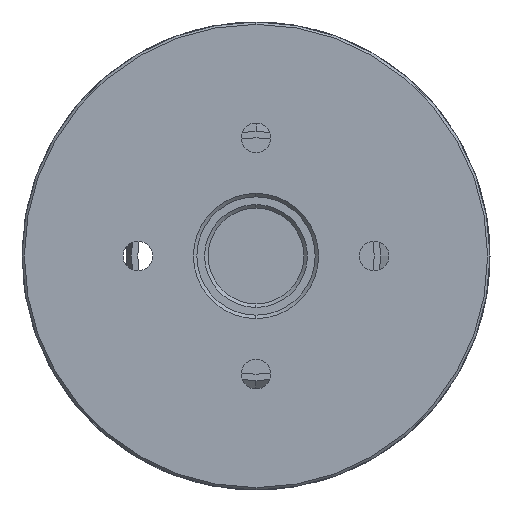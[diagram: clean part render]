
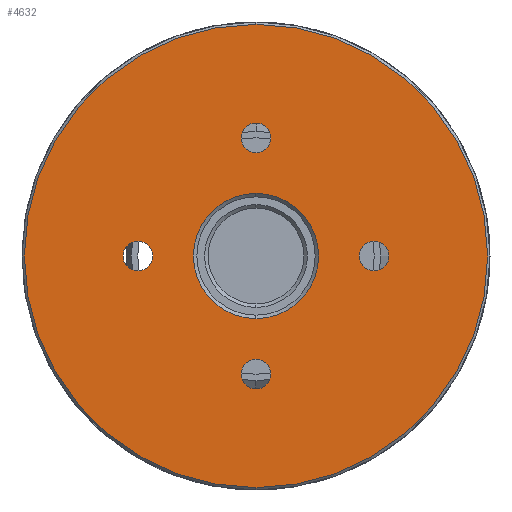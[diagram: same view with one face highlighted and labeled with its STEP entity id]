
A CAD part, left-side view. The second image highlights one B-rep face of the part: STEP entity #4632.
In plain terms, the highlighted planar face has unit normal (-1, 0, 0).
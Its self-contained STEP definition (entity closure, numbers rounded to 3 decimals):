
#769 = AXIS2_PLACEMENT_3D ( 'NONE', #5024, #5015, #5029 ) ;
#1085 = AXIS2_PLACEMENT_3D ( 'NONE', #12897, #12887, #12889 ) ;
#1094 = AXIS2_PLACEMENT_3D ( 'NONE', #12228, #12229, #12230 ) ;
#1096 = AXIS2_PLACEMENT_3D ( 'NONE', #12254, #12318, #12294 ) ;
#1098 = AXIS2_PLACEMENT_3D ( 'NONE', #12356, #12350, #12357 ) ;
#1122 = AXIS2_PLACEMENT_3D ( 'NONE', #12367, #12378, #12375 ) ;
#1123 = AXIS2_PLACEMENT_3D ( 'NONE', #12276, #12280, #12281 ) ;
#1134 = AXIS2_PLACEMENT_3D ( 'NONE', #12921, #12913, #12914 ) ;
#1139 = AXIS2_PLACEMENT_3D ( 'NONE', #12408, #12409, #12411 ) ;
#1150 = AXIS2_PLACEMENT_3D ( 'NONE', #12202, #12221, #12222 ) ;
#1153 = AXIS2_PLACEMENT_3D ( 'NONE', #12248, #12237, #12246 ) ;
#1175 = AXIS2_PLACEMENT_3D ( 'NONE', #12442, #12444, #12449 ) ;
#1204 = AXIS2_PLACEMENT_3D ( 'NONE', #12413, #12423, #12425 ) ;
#1503 = CARTESIAN_POINT ( 'NONE',  ( 0., 0., 19.6 ) ) ;
#1515 = CARTESIAN_POINT ( 'NONE',  ( 0., 0., -5.3 ) ) ;
#1539 = CARTESIAN_POINT ( 'NONE',  ( 0., 0., 11.25 ) ) ;
#1543 = CARTESIAN_POINT ( 'NONE',  ( 0., 0., -8.75 ) ) ;
#1548 = CARTESIAN_POINT ( 'NONE',  ( 0., 0., -11.25 ) ) ;
#1549 = CARTESIAN_POINT ( 'NONE',  ( 0., -10., -1.25 ) ) ;
#1555 = CARTESIAN_POINT ( 'NONE',  ( 0., 0., -19.6 ) ) ;
#1561 = CARTESIAN_POINT ( 'NONE',  ( 0., 0., 8.75 ) ) ;
#1586 = CARTESIAN_POINT ( 'NONE',  ( 0., 0., 5.3 ) ) ;
#1612 = CARTESIAN_POINT ( 'NONE',  ( 0., -10., 1.25 ) ) ;
#1622 = CARTESIAN_POINT ( 'NONE',  ( 0., 10., -1.25 ) ) ;
#1625 = CARTESIAN_POINT ( 'NONE',  ( 0., 10., 1.25 ) ) ;
#2959 = VERTEX_POINT ( 'NONE', #1548 ) ;
#2961 = VERTEX_POINT ( 'NONE', #1539 ) ;
#2962 = VERTEX_POINT ( 'NONE', #1549 ) ;
#2984 = VERTEX_POINT ( 'NONE', #1503 ) ;
#2985 = VERTEX_POINT ( 'NONE', #1555 ) ;
#2986 = VERTEX_POINT ( 'NONE', #1543 ) ;
#2989 = VERTEX_POINT ( 'NONE', #1515 ) ;
#3003 = VERTEX_POINT ( 'NONE', #1622 ) ;
#3005 = VERTEX_POINT ( 'NONE', #1561 ) ;
#3008 = VERTEX_POINT ( 'NONE', #1612 ) ;
#3036 = VERTEX_POINT ( 'NONE', #1586 ) ;
#3072 = VERTEX_POINT ( 'NONE', #1625 ) ;
#3549 = ORIENTED_EDGE ( 'NONE', *, *, #11021, .F. ) ;
#3558 = ORIENTED_EDGE ( 'NONE', *, *, #11051, .F. ) ;
#3559 = ORIENTED_EDGE ( 'NONE', *, *, #11033, .F. ) ;
#3562 = ORIENTED_EDGE ( 'NONE', *, *, #11080, .F. ) ;
#3571 = ORIENTED_EDGE ( 'NONE', *, *, #11003, .F. ) ;
#3572 = ORIENTED_EDGE ( 'NONE', *, *, #11113, .F. ) ;
#3573 = ORIENTED_EDGE ( 'NONE', *, *, #11056, .F. ) ;
#3595 = ORIENTED_EDGE ( 'NONE', *, *, #11105, .F. ) ;
#3598 = ORIENTED_EDGE ( 'NONE', *, *, #10996, .F. ) ;
#3600 = ORIENTED_EDGE ( 'NONE', *, *, #11040, .F. ) ;
#3611 = ORIENTED_EDGE ( 'NONE', *, *, #11089, .F. ) ;
#3619 = ORIENTED_EDGE ( 'NONE', *, *, #11101, .F. ) ;
#4632 = ADVANCED_FACE ( 'NONE', ( #8043, #8038, #8040, #8039, #8036, #8030 ), #5014, .F. ) ;
#5014 = PLANE ( 'NONE',  #769 ) ;
#5015 = DIRECTION ( 'NONE',  ( 1., 0., 0. ) ) ;
#5024 = CARTESIAN_POINT ( 'NONE',  ( 0., 19.8, 0. ) ) ;
#5029 = DIRECTION ( 'NONE',  ( 0., 0., -1. ) ) ;
#7486 = CIRCLE ( 'NONE', #1085, 5.3 ) ;
#7504 = CIRCLE ( 'NONE', #1134, 1.25 ) ;
#8030 = FACE_BOUND ( 'NONE', #8950, .T. ) ;
#8036 = FACE_BOUND ( 'NONE', #8969, .T. ) ;
#8038 = FACE_BOUND ( 'NONE', #9276, .T. ) ;
#8039 = FACE_BOUND ( 'NONE', #9288, .T. ) ;
#8040 = FACE_BOUND ( 'NONE', #9325, .T. ) ;
#8043 = FACE_OUTER_BOUND ( 'NONE', #9296, .T. ) ;
#8950 = EDGE_LOOP ( 'NONE', ( #3611, #3598 ) ) ;
#8969 = EDGE_LOOP ( 'NONE', ( #3619, #3558 ) ) ;
#9276 = EDGE_LOOP ( 'NONE', ( #3562, #3571 ) ) ;
#9288 = EDGE_LOOP ( 'NONE', ( #3595, #3549 ) ) ;
#9296 = EDGE_LOOP ( 'NONE', ( #3559, #3572 ) ) ;
#9325 = EDGE_LOOP ( 'NONE', ( #3573, #3600 ) ) ;
#10996 = EDGE_CURVE ( 'NONE', #2989, #3036, #7486, .T. ) ;
#11003 = EDGE_CURVE ( 'NONE', #3003, #3072, #7504, .T. ) ;
#11021 = EDGE_CURVE ( 'NONE', #2962, #3008, #12604, .T. ) ;
#11033 = EDGE_CURVE ( 'NONE', #2985, #2984, #12624, .T. ) ;
#11040 = EDGE_CURVE ( 'NONE', #2959, #2986, #12622, .T. ) ;
#11051 = EDGE_CURVE ( 'NONE', #3005, #2961, #12645, .T. ) ;
#11056 = EDGE_CURVE ( 'NONE', #2986, #2959, #12639, .T. ) ;
#11080 = EDGE_CURVE ( 'NONE', #3072, #3003, #12684, .T. ) ;
#11089 = EDGE_CURVE ( 'NONE', #3036, #2989, #12668, .T. ) ;
#11101 = EDGE_CURVE ( 'NONE', #2961, #3005, #12691, .T. ) ;
#11105 = EDGE_CURVE ( 'NONE', #3008, #2962, #12708, .T. ) ;
#11113 = EDGE_CURVE ( 'NONE', #2984, #2985, #12735, .T. ) ;
#12202 = CARTESIAN_POINT ( 'NONE',  ( 0., -10., 0. ) ) ;
#12221 = DIRECTION ( 'NONE',  ( -1., 0., 0. ) ) ;
#12222 = DIRECTION ( 'NONE',  ( 0., 0., 1. ) ) ;
#12228 = CARTESIAN_POINT ( 'NONE',  ( 0., 0., 0. ) ) ;
#12229 = DIRECTION ( 'NONE',  ( 1., 0., 0. ) ) ;
#12230 = DIRECTION ( 'NONE',  ( 0., 0., -1. ) ) ;
#12237 = DIRECTION ( 'NONE',  ( -1., 0., 0. ) ) ;
#12246 = DIRECTION ( 'NONE',  ( 0., 0., 1. ) ) ;
#12248 = CARTESIAN_POINT ( 'NONE',  ( 0., 0., -10. ) ) ;
#12254 = CARTESIAN_POINT ( 'NONE',  ( 0., 0., -10. ) ) ;
#12276 = CARTESIAN_POINT ( 'NONE',  ( 0., 0., 10. ) ) ;
#12280 = DIRECTION ( 'NONE',  ( -1., 0., 0. ) ) ;
#12281 = DIRECTION ( 'NONE',  ( 0., 0., 1. ) ) ;
#12294 = DIRECTION ( 'NONE',  ( 0., 0., 1. ) ) ;
#12318 = DIRECTION ( 'NONE',  ( -1., 0., 0. ) ) ;
#12350 = DIRECTION ( 'NONE',  ( -1., 0., 0. ) ) ;
#12356 = CARTESIAN_POINT ( 'NONE',  ( 0., 10., 0. ) ) ;
#12357 = DIRECTION ( 'NONE',  ( 0., 0., 1. ) ) ;
#12367 = CARTESIAN_POINT ( 'NONE',  ( 0., 0., 0. ) ) ;
#12375 = DIRECTION ( 'NONE',  ( 0., 0., 1. ) ) ;
#12378 = DIRECTION ( 'NONE',  ( -1., 0., 0. ) ) ;
#12408 = CARTESIAN_POINT ( 'NONE',  ( 0., 0., 10. ) ) ;
#12409 = DIRECTION ( 'NONE',  ( -1., 0., 0. ) ) ;
#12411 = DIRECTION ( 'NONE',  ( 0., 0., 1. ) ) ;
#12413 = CARTESIAN_POINT ( 'NONE',  ( 0., -10., 0. ) ) ;
#12423 = DIRECTION ( 'NONE',  ( -1., 0., 0. ) ) ;
#12425 = DIRECTION ( 'NONE',  ( 0., 0., 1. ) ) ;
#12442 = CARTESIAN_POINT ( 'NONE',  ( 0., 0., 0. ) ) ;
#12444 = DIRECTION ( 'NONE',  ( 1., 0., 0. ) ) ;
#12449 = DIRECTION ( 'NONE',  ( 0., 0., -1. ) ) ;
#12604 = CIRCLE ( 'NONE', #1150, 1.25 ) ;
#12622 = CIRCLE ( 'NONE', #1153, 1.25 ) ;
#12624 = CIRCLE ( 'NONE', #1094, 19.6 ) ;
#12639 = CIRCLE ( 'NONE', #1096, 1.25 ) ;
#12645 = CIRCLE ( 'NONE', #1123, 1.25 ) ;
#12668 = CIRCLE ( 'NONE', #1122, 5.3 ) ;
#12684 = CIRCLE ( 'NONE', #1098, 1.25 ) ;
#12691 = CIRCLE ( 'NONE', #1139, 1.25 ) ;
#12708 = CIRCLE ( 'NONE', #1204, 1.25 ) ;
#12735 = CIRCLE ( 'NONE', #1175, 19.6 ) ;
#12887 = DIRECTION ( 'NONE',  ( -1., 0., 0. ) ) ;
#12889 = DIRECTION ( 'NONE',  ( 0., 0., 1. ) ) ;
#12897 = CARTESIAN_POINT ( 'NONE',  ( 0., 0., 0. ) ) ;
#12913 = DIRECTION ( 'NONE',  ( -1., 0., 0. ) ) ;
#12914 = DIRECTION ( 'NONE',  ( 0., 0., 1. ) ) ;
#12921 = CARTESIAN_POINT ( 'NONE',  ( 0., 10., 0. ) ) ;
